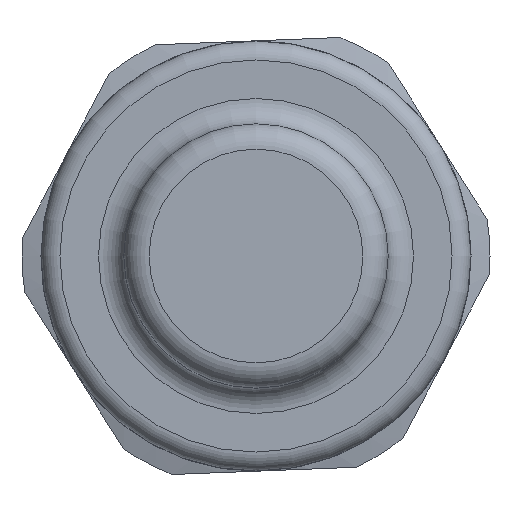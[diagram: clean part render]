
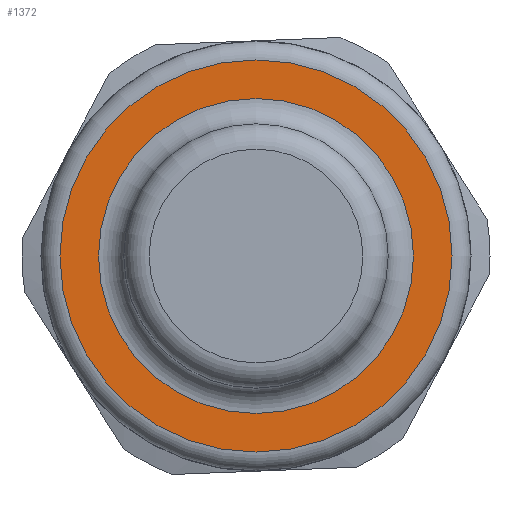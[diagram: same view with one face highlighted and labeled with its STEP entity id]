
A CAD part, left-side view. The second image highlights one B-rep face of the part: STEP entity #1372.
In plain terms, the highlighted planar face has unit normal (-1, 0, 0).
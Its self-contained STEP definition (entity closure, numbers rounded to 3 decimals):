
#1341=CARTESIAN_POINT('',(30.0,12.45,0.));
#1342=VERTEX_POINT('',#1341);
#1343=CARTESIAN_POINT('',(30.0,0.0,0.0));
#1344=DIRECTION('',(-1.0,0.0,0.0));
#1345=DIRECTION('',(0.0,-1.0,0.0));
#1346=AXIS2_PLACEMENT_3D('',#1343,#1344,#1345);
#1347=CIRCLE('',#1346,12.45);
#1348=EDGE_CURVE('',#1342,#1342,#1347,.T.);
#1353=CARTESIAN_POINT('',(30.0,13.725,0.0));
#1354=DIRECTION('',(-1.0,0.0,0.0));
#1355=DIRECTION('',(0.0,0.0,1.0));
#1356=AXIS2_PLACEMENT_3D('',#1353,#1354,#1355);
#1357=PLANE('',#1356);
#1358=CARTESIAN_POINT('',(30.0,15.5,0.0));
#1359=VERTEX_POINT('',#1358);
#1360=CARTESIAN_POINT('',(30.0,0.0,0.0));
#1361=DIRECTION('',(1.0,0.0,0.0));
#1362=DIRECTION('',(0.0,-1.0,0.0));
#1363=AXIS2_PLACEMENT_3D('',#1360,#1361,#1362);
#1364=CIRCLE('',#1363,15.5);
#1365=EDGE_CURVE('',#1359,#1359,#1364,.T.);
#1366=ORIENTED_EDGE('',*,*,#1365,.F.);
#1367=EDGE_LOOP('',(#1366));
#1368=FACE_OUTER_BOUND('',#1367,.T.);
#1369=ORIENTED_EDGE('',*,*,#1348,.F.);
#1370=EDGE_LOOP('',(#1369));
#1371=FACE_BOUND('',#1370,.T.);
#1372=ADVANCED_FACE('',(#1368,#1371),#1357,.T.);
